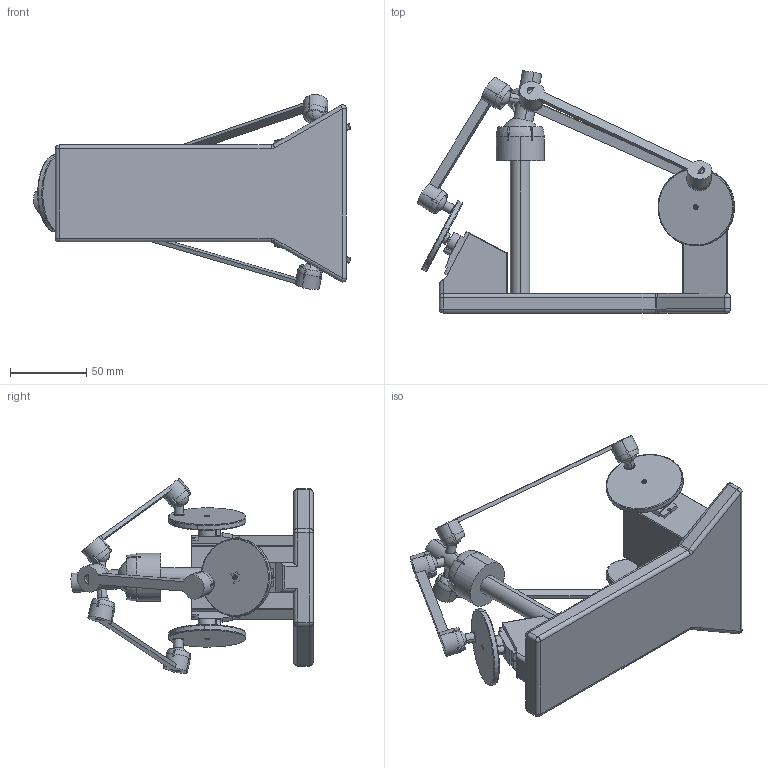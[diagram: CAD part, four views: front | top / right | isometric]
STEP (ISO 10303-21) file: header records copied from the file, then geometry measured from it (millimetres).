
FILE_DESCRIPTION (( 'STEP AP214' ), '1' );
FILE_NAME ('BalanceTestRig.STEP', '2016-10-02T01:14:16', ( '' ), ( '' ), 'SwSTEP 2.0', 'SolidWorks 2015', '' );
FILE_SCHEMA (( 'AUTOMOTIVE_DESIGN' ));
Length unit declared in the file: inch
Products named in the file (10): Backlink_half1; center ball joint post; Frontlink_2bals; Servo_Ball_Dial_Matt_balljoint; base joint sketch; Micro Servo Horn Arm; BalanceTestRig; Baseplatform; Rotator; Micro Servo
Assembly tree (15 placements, depth 2):
  base joint sketch
  BalanceTestRig
    Rotator
    Frontlink_2bals  x2
    Micro Servo  x3
    Backlink_half1
    Baseplatform
    Servo_Ball_Dial_Matt_balljoint  x3
    Micro Servo Horn Arm  x3
    center ball joint post
Bounding box: 207.52 x 158.46 x 127.63 mm (x, y, z)
Volume: 365622.5 mm3; surface area: 108687.3 mm2
Topology: 25 solids, 29 shells, 936 faces, 2460 edges, 1598 vertices
Faces by surface type: plane 386, cylinder 319, cone 133, sphere 70, torus 28
Entity records: 18519 total; most frequent: CARTESIAN_POINT 3624, DIRECTION 2892, ORIENTED_EDGE 2610, EDGE_CURVE 1305, AXIS2_PLACEMENT_3D 1183, VERTEX_POINT 853, CIRCLE 656, EDGE_LOOP 558
